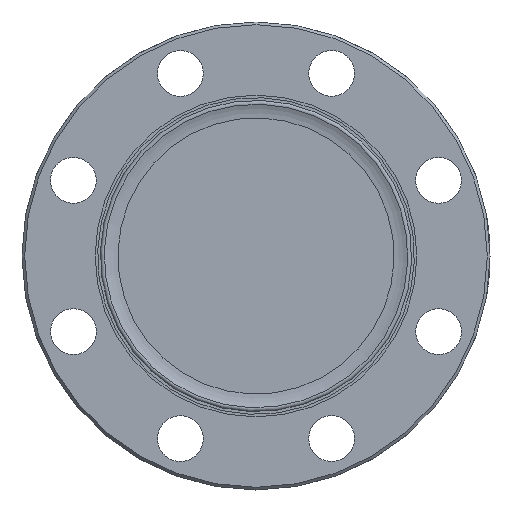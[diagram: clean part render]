
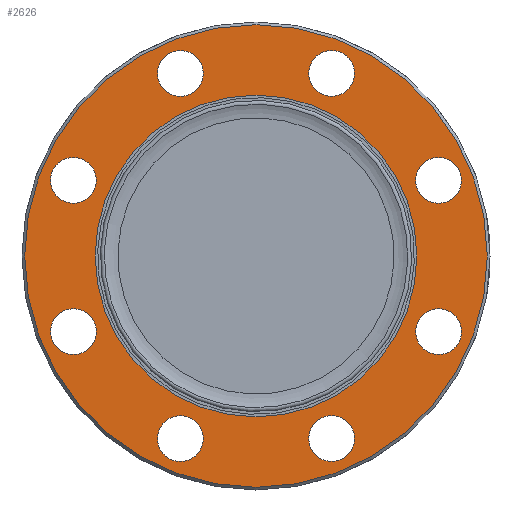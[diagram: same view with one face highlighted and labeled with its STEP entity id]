
A CAD part, front view. The second image highlights one B-rep face of the part: STEP entity #2626.
In plain terms, the highlighted planar face has unit normal (0, -1, 0).
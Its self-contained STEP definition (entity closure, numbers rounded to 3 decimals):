
#204=FACE_BOUND('',#488,.T.);
#205=FACE_BOUND('',#489,.T.);
#206=FACE_BOUND('',#490,.T.);
#207=FACE_BOUND('',#491,.T.);
#208=FACE_BOUND('',#492,.T.);
#209=FACE_BOUND('',#493,.T.);
#210=FACE_BOUND('',#494,.T.);
#211=FACE_BOUND('',#495,.T.);
#212=FACE_BOUND('',#496,.T.);
#237=PLANE('',#2876);
#330=FACE_OUTER_BOUND('',#487,.T.);
#487=EDGE_LOOP('',(#1812));
#488=EDGE_LOOP('',(#1813));
#489=EDGE_LOOP('',(#1814));
#490=EDGE_LOOP('',(#1815));
#491=EDGE_LOOP('',(#1816));
#492=EDGE_LOOP('',(#1817));
#493=EDGE_LOOP('',(#1818));
#494=EDGE_LOOP('',(#1819));
#495=EDGE_LOOP('',(#1820));
#496=EDGE_LOOP('',(#1821));
#975=CIRCLE('',#2872,42.35);
#978=CIRCLE('',#2877,29.459);
#979=CIRCLE('',#2878,4.2);
#980=CIRCLE('',#2879,4.2);
#981=CIRCLE('',#2880,4.2);
#982=CIRCLE('',#2881,4.2);
#983=CIRCLE('',#2882,4.2);
#984=CIRCLE('',#2883,4.2);
#985=CIRCLE('',#2884,4.2);
#986=CIRCLE('',#2885,4.2);
#1117=VERTEX_POINT('',#3897);
#1120=VERTEX_POINT('',#3907);
#1121=VERTEX_POINT('',#3909);
#1122=VERTEX_POINT('',#3911);
#1123=VERTEX_POINT('',#3913);
#1124=VERTEX_POINT('',#3915);
#1125=VERTEX_POINT('',#3917);
#1126=VERTEX_POINT('',#3919);
#1127=VERTEX_POINT('',#3921);
#1128=VERTEX_POINT('',#3923);
#1391=EDGE_CURVE('',#1117,#1117,#975,.T.);
#1395=EDGE_CURVE('',#1120,#1120,#978,.T.);
#1396=EDGE_CURVE('',#1121,#1121,#979,.T.);
#1397=EDGE_CURVE('',#1122,#1122,#980,.T.);
#1398=EDGE_CURVE('',#1123,#1123,#981,.T.);
#1399=EDGE_CURVE('',#1124,#1124,#982,.T.);
#1400=EDGE_CURVE('',#1125,#1125,#983,.T.);
#1401=EDGE_CURVE('',#1126,#1126,#984,.T.);
#1402=EDGE_CURVE('',#1127,#1127,#985,.T.);
#1403=EDGE_CURVE('',#1128,#1128,#986,.T.);
#1812=ORIENTED_EDGE('',*,*,#1391,.F.);
#1813=ORIENTED_EDGE('',*,*,#1395,.T.);
#1814=ORIENTED_EDGE('',*,*,#1396,.T.);
#1815=ORIENTED_EDGE('',*,*,#1397,.T.);
#1816=ORIENTED_EDGE('',*,*,#1398,.T.);
#1817=ORIENTED_EDGE('',*,*,#1399,.T.);
#1818=ORIENTED_EDGE('',*,*,#1400,.T.);
#1819=ORIENTED_EDGE('',*,*,#1401,.T.);
#1820=ORIENTED_EDGE('',*,*,#1402,.T.);
#1821=ORIENTED_EDGE('',*,*,#1403,.T.);
#2626=ADVANCED_FACE('',(#330,#204,#205,#206,#207,#208,#209,#210,#211,#212),
#237,.T.);
#2872=AXIS2_PLACEMENT_3D('',#3899,#3177,#3178);
#2876=AXIS2_PLACEMENT_3D('',#3906,#3186,#3187);
#2877=AXIS2_PLACEMENT_3D('',#3908,#3188,#3189);
#2878=AXIS2_PLACEMENT_3D('',#3910,#3190,#3191);
#2879=AXIS2_PLACEMENT_3D('',#3912,#3192,#3193);
#2880=AXIS2_PLACEMENT_3D('',#3914,#3194,#3195);
#2881=AXIS2_PLACEMENT_3D('',#3916,#3196,#3197);
#2882=AXIS2_PLACEMENT_3D('',#3918,#3198,#3199);
#2883=AXIS2_PLACEMENT_3D('',#3920,#3200,#3201);
#2884=AXIS2_PLACEMENT_3D('',#3922,#3202,#3203);
#2885=AXIS2_PLACEMENT_3D('',#3924,#3204,#3205);
#3177=DIRECTION('center_axis',(0.,1.,0.));
#3178=DIRECTION('ref_axis',(1.,0.,0.));
#3186=DIRECTION('center_axis',(0.,-1.,0.));
#3187=DIRECTION('ref_axis',(0.,0.,-1.));
#3188=DIRECTION('center_axis',(0.,1.,0.));
#3189=DIRECTION('ref_axis',(1.,0.,0.));
#3190=DIRECTION('center_axis',(0.,1.,0.));
#3191=DIRECTION('ref_axis',(1.,0.,0.));
#3192=DIRECTION('center_axis',(0.,1.,0.));
#3193=DIRECTION('ref_axis',(0.707,0.,-0.707));
#3194=DIRECTION('center_axis',(0.,1.,0.));
#3195=DIRECTION('ref_axis',(0.,0.,-1.));
#3196=DIRECTION('center_axis',(0.,1.,0.));
#3197=DIRECTION('ref_axis',(-0.707,0.,-0.707));
#3198=DIRECTION('center_axis',(0.,1.,0.));
#3199=DIRECTION('ref_axis',(-1.,0.,0.));
#3200=DIRECTION('center_axis',(0.,1.,0.));
#3201=DIRECTION('ref_axis',(-0.707,0.,0.707));
#3202=DIRECTION('center_axis',(0.,1.,0.));
#3203=DIRECTION('ref_axis',(0.,0.,1.));
#3204=DIRECTION('center_axis',(0.,1.,0.));
#3205=DIRECTION('ref_axis',(0.707,0.,0.707));
#3897=CARTESIAN_POINT('',(-42.35,0.,0.));
#3899=CARTESIAN_POINT('Origin',(0.,0.,0.));
#3906=CARTESIAN_POINT('Origin',(-42.85,0.,0.));
#3907=CARTESIAN_POINT('',(29.459,0.,0.));
#3908=CARTESIAN_POINT('Origin',(0.,0.,0.));
#3909=CARTESIAN_POINT('',(29.24,0.,-13.851));
#3910=CARTESIAN_POINT('Origin',(33.44,0.,-13.851));
#3911=CARTESIAN_POINT('',(10.881,0.,-30.47));
#3912=CARTESIAN_POINT('Origin',(13.851,0.,-33.44));
#3913=CARTESIAN_POINT('',(-13.851,0.,-29.24));
#3914=CARTESIAN_POINT('Origin',(-13.851,0.,-33.44));
#3915=CARTESIAN_POINT('',(-30.47,0.,-10.881));
#3916=CARTESIAN_POINT('Origin',(-33.44,0.,-13.851));
#3917=CARTESIAN_POINT('',(-29.24,0.,13.851));
#3918=CARTESIAN_POINT('Origin',(-33.44,0.,13.851));
#3919=CARTESIAN_POINT('',(-10.881,0.,30.47));
#3920=CARTESIAN_POINT('Origin',(-13.851,0.,33.44));
#3921=CARTESIAN_POINT('',(13.851,0.,29.24));
#3922=CARTESIAN_POINT('Origin',(13.851,0.,33.44));
#3923=CARTESIAN_POINT('',(30.47,0.,10.881));
#3924=CARTESIAN_POINT('Origin',(33.44,0.,13.851));
